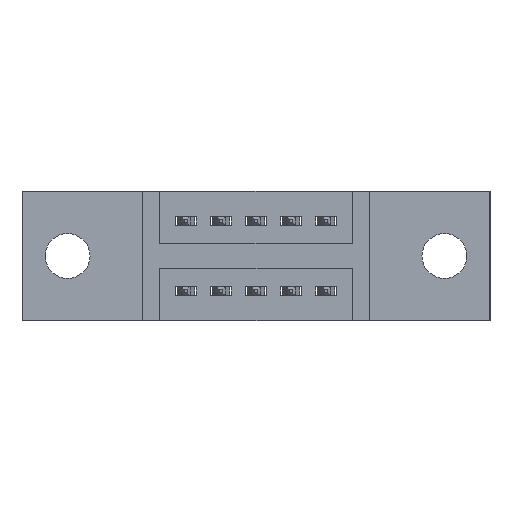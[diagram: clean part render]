
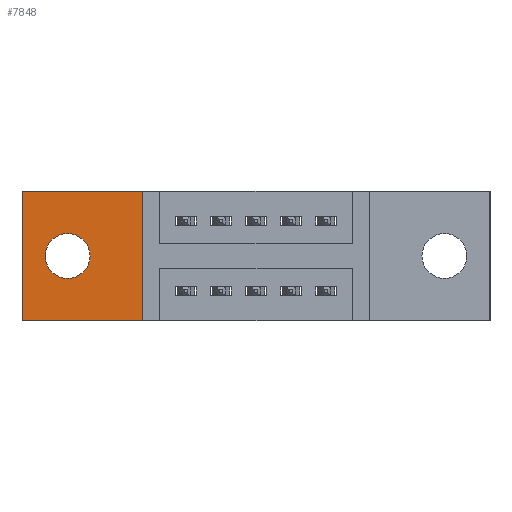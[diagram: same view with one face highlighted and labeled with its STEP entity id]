
A CAD part, front view. The second image highlights one B-rep face of the part: STEP entity #7848.
In plain terms, the highlighted planar face has unit normal (0, -1, 0).
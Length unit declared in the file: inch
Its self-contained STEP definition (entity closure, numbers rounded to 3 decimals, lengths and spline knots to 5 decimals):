
#42 = ORIENTED_EDGE ( 'NONE', *, *, #6312, .T. ) ;
#52 = CARTESIAN_POINT ( 'NONE',  ( 0., 0.11, -0.37 ) ) ;
#119 = CIRCLE ( 'NONE', #2594, 0.064 ) ;
#455 = CARTESIAN_POINT ( 'NONE',  ( 0., 0.11, -0.37 ) ) ;
#654 = AXIS2_PLACEMENT_3D ( 'NONE', #6547, #3846, #7312 ) ;
#664 = CARTESIAN_POINT ( 'NONE',  ( 0.3425, 0.11, 0. ) ) ;
#795 = ORIENTED_EDGE ( 'NONE', *, *, #6351, .F. ) ;
#938 = CIRCLE ( 'NONE', #654, 0.064 ) ;
#1102 = ORIENTED_EDGE ( 'NONE', *, *, #8518, .F. ) ;
#1235 = LINE ( 'NONE', #5385, #5120 ) ;
#1369 = CARTESIAN_POINT ( 'NONE',  ( 0., 0.11, 0. ) ) ;
#1430 = CARTESIAN_POINT ( 'NONE',  ( 0., 0.11, -0.37 ) ) ;
#1468 = AXIS2_PLACEMENT_3D ( 'NONE', #52, #7764, #3579 ) ;
#1537 = VERTEX_POINT ( 'NONE', #455 ) ;
#1568 = DIRECTION ( 'NONE',  ( 0., 0., -1. ) ) ;
#1734 = DIRECTION ( 'NONE',  ( 0., 0., 1. ) ) ;
#2009 = LINE ( 'NONE', #5175, #3999 ) ;
#2397 = DIRECTION ( 'NONE',  ( 0., 0., -1. ) ) ;
#2421 = VERTEX_POINT ( 'NONE', #3237 ) ;
#2594 = AXIS2_PLACEMENT_3D ( 'NONE', #6594, #4588, #2397 ) ;
#2854 = FACE_OUTER_BOUND ( 'NONE', #4036, .T. ) ;
#3071 = EDGE_CURVE ( 'NONE', #7703, #8738, #8079, .T. ) ;
#3237 = CARTESIAN_POINT ( 'NONE',  ( 0.13, 0.11, -0.121 ) ) ;
#3392 = DIRECTION ( 'NONE',  ( -1., 0., 0. ) ) ;
#3579 = DIRECTION ( 'NONE',  ( 0., 0., -1. ) ) ;
#3846 = DIRECTION ( 'NONE',  ( 0., -1., 0. ) ) ;
#3999 = VECTOR ( 'NONE', #1568, 39.37008 ) ;
#4006 = VERTEX_POINT ( 'NONE', #7390 ) ;
#4036 = EDGE_LOOP ( 'NONE', ( #42, #4590, #4840, #5775 ) ) ;
#4400 = DIRECTION ( 'NONE',  ( 1., 0., 0. ) ) ;
#4588 = DIRECTION ( 'NONE',  ( 0., -1., 0. ) ) ;
#4590 = ORIENTED_EDGE ( 'NONE', *, *, #6195, .T. ) ;
#4840 = ORIENTED_EDGE ( 'NONE', *, *, #5337, .T. ) ;
#4945 = EDGE_LOOP ( 'NONE', ( #795, #1102 ) ) ;
#5068 = FACE_BOUND ( 'NONE', #4945, .T. ) ;
#5120 = VECTOR ( 'NONE', #1734, 39.37008 ) ;
#5175 = CARTESIAN_POINT ( 'NONE',  ( 0., 0.11, 0. ) ) ;
#5337 = EDGE_CURVE ( 'NONE', #4006, #7703, #1235, .T. ) ;
#5385 = CARTESIAN_POINT ( 'NONE',  ( 0.3425, 0.11, 0. ) ) ;
#5775 = ORIENTED_EDGE ( 'NONE', *, *, #3071, .T. ) ;
#6195 = EDGE_CURVE ( 'NONE', #1537, #4006, #6957, .T. ) ;
#6312 = EDGE_CURVE ( 'NONE', #8738, #1537, #2009, .T. ) ;
#6351 = EDGE_CURVE ( 'NONE', #2421, #8063, #119, .T. ) ;
#6356 = VECTOR ( 'NONE', #3392, 39.37008 ) ;
#6375 = PLANE ( 'NONE',  #1468 ) ;
#6547 = CARTESIAN_POINT ( 'NONE',  ( 0.13, 0.11, -0.185 ) ) ;
#6594 = CARTESIAN_POINT ( 'NONE',  ( 0.13, 0.11, -0.185 ) ) ;
#6957 = LINE ( 'NONE', #1430, #7601 ) ;
#7312 = DIRECTION ( 'NONE',  ( 0., 0., -1. ) ) ;
#7390 = CARTESIAN_POINT ( 'NONE',  ( 0.3425, 0.11, -0.37 ) ) ;
#7415 = CARTESIAN_POINT ( 'NONE',  ( 0.13, 0.11, -0.249 ) ) ;
#7601 = VECTOR ( 'NONE', #4400, 39.37008 ) ;
#7703 = VERTEX_POINT ( 'NONE', #664 ) ;
#7764 = DIRECTION ( 'NONE',  ( 0., -1., 0. ) ) ;
#7848 = ADVANCED_FACE ( 'NONE', ( #5068, #2854 ), #6375, .T. ) ;
#8063 = VERTEX_POINT ( 'NONE', #7415 ) ;
#8079 = LINE ( 'NONE', #1369, #6356 ) ;
#8518 = EDGE_CURVE ( 'NONE', #8063, #2421, #938, .T. ) ;
#8738 = VERTEX_POINT ( 'NONE', #8892 ) ;
#8892 = CARTESIAN_POINT ( 'NONE',  ( 0., 0.11, 0. ) ) ;
